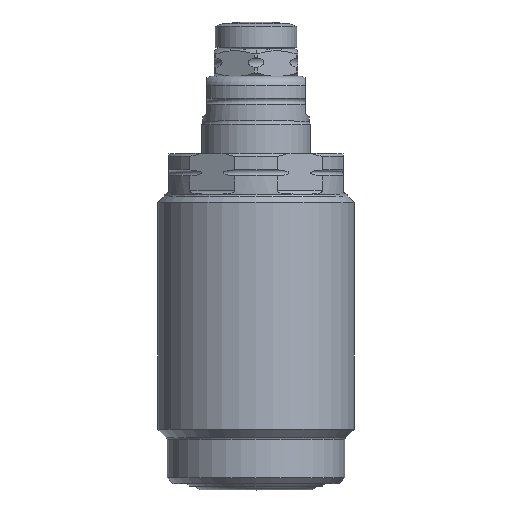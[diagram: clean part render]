
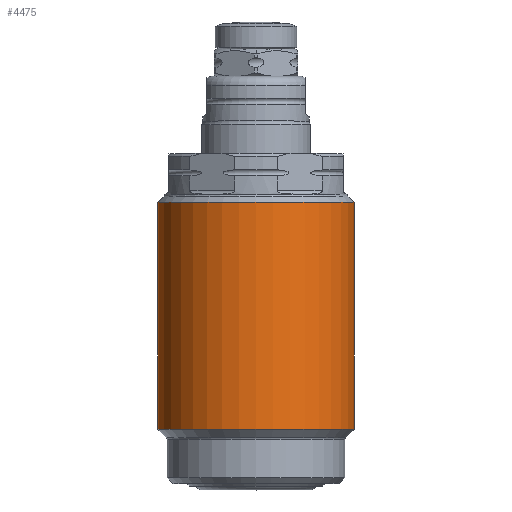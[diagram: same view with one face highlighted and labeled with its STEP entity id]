
A CAD part, top view. The second image highlights one B-rep face of the part: STEP entity #4475.
In plain terms, the highlighted cylindrical face has radius 12.878 mm (diameter 25.756 mm), a partial arc.
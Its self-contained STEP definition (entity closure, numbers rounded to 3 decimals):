
#309=DIRECTION('',(0.,1.,0.));
#310=VECTOR('',#309,29.783);
#311=CARTESIAN_POINT('',(12.878,5.136,0.));
#312=LINE('',#311,#310);
#316=DIRECTION('',(0.,1.,0.));
#317=VECTOR('',#316,29.783);
#318=CARTESIAN_POINT('',(-12.878,5.136,0.));
#319=LINE('',#318,#317);
#331=CARTESIAN_POINT('',(0.,5.136,0.));
#332=DIRECTION('',(0.,-1.,0.));
#333=DIRECTION('',(1.,0.,0.));
#334=AXIS2_PLACEMENT_3D('',#331,#332,#333);
#339=CARTESIAN_POINT('',(0.,34.92,0.));
#340=DIRECTION('',(0.,-1.,0.));
#341=DIRECTION('',(1.,0.,0.));
#342=AXIS2_PLACEMENT_3D('',#339,#340,#341);
#3870=CARTESIAN_POINT('',(12.878,5.136,0.));
#3871=VERTEX_POINT('',#3870);
#3872=CARTESIAN_POINT('',(12.878,34.92,0.));
#3873=VERTEX_POINT('',#3872);
#3878=CARTESIAN_POINT('',(-12.878,5.136,0.));
#3879=VERTEX_POINT('',#3878);
#3880=CARTESIAN_POINT('',(-12.878,34.92,0.));
#3881=VERTEX_POINT('',#3880);
#4463=CARTESIAN_POINT('',(0.,43.533,0.));
#4464=DIRECTION('',(0.,-1.,0.));
#4465=DIRECTION('',(-1.,0.,0.));
#4466=AXIS2_PLACEMENT_3D('',#4463,#4464,#4465);
#4467=CYLINDRICAL_SURFACE('',#4466,12.878);
#4468=ORIENTED_EDGE('',*,*,#4453,.F.);
#4469=ORIENTED_EDGE('',*,*,#4430,.T.);
#4470=ORIENTED_EDGE('',*,*,#4457,.T.);
#4472=ORIENTED_EDGE('',*,*,#4471,.F.);
#4473=EDGE_LOOP('',(#4468,#4469,#4470,#4472));
#4474=FACE_OUTER_BOUND('',#4473,.F.);
#335=CIRCLE('',#334,12.878);
#343=CIRCLE('',#342,12.878);
#4430=EDGE_CURVE('',#3871,#3879,#335,.T.);
#4453=EDGE_CURVE('',#3871,#3873,#312,.T.);
#4457=EDGE_CURVE('',#3879,#3881,#319,.T.);
#4471=EDGE_CURVE('',#3873,#3881,#343,.T.);
#4475=ADVANCED_FACE('',(#4474),#4467,.T.);
